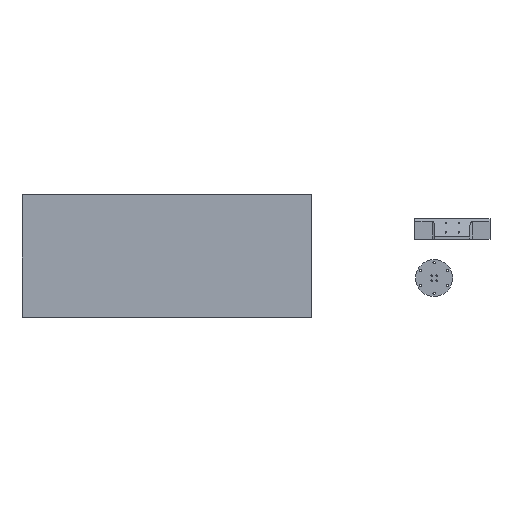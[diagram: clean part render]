
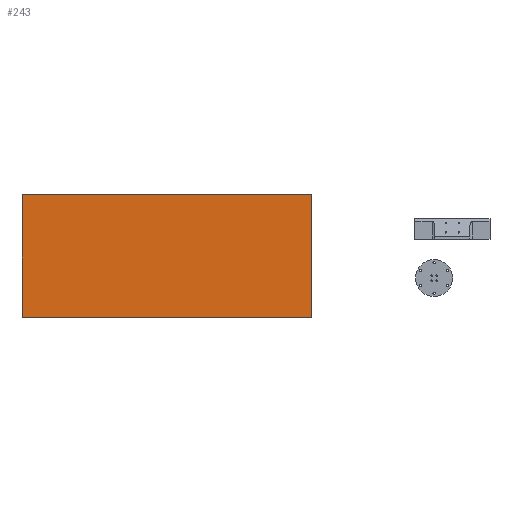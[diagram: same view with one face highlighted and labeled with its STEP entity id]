
A CAD part, top view. The second image highlights one B-rep face of the part: STEP entity #243.
In plain terms, the highlighted planar face has unit normal (0, 0, 1).
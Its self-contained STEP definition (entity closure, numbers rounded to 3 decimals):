
#82=CARTESIAN_POINT('',(-430.,-90.,187.1));
#83=VERTEX_POINT('',#82);
#90=CARTESIAN_POINT('',(-430.,190.,187.1));
#91=VERTEX_POINT('',#90);
#92=CARTESIAN_POINT('',(-430.,-90.,187.1));
#93=DIRECTION('',(0.,1.,0.));
#94=VECTOR('',#93,280.);
#95=LINE('',#92,#94);
#96=EDGE_CURVE('',#83,#91,#95,.T.);
#143=CARTESIAN_POINT('',(230.,-90.,187.1));
#144=VERTEX_POINT('',#143);
#151=CARTESIAN_POINT('',(230.,-90.,187.1));
#152=DIRECTION('',(-1.,0.,0.));
#153=VECTOR('',#152,660.);
#154=LINE('',#151,#153);
#155=EDGE_CURVE('',#144,#83,#154,.T.);
#167=CARTESIAN_POINT('',(230.,190.,187.1));
#168=VERTEX_POINT('',#167);
#175=CARTESIAN_POINT('',(230.,190.,187.1));
#176=DIRECTION('',(0.,-1.,0.));
#177=VECTOR('',#176,280.);
#178=LINE('',#175,#177);
#179=EDGE_CURVE('',#168,#144,#178,.T.);
#222=CARTESIAN_POINT('',(-430.,190.,187.1));
#223=DIRECTION('',(1.,0.,-0.));
#224=VECTOR('',#223,660.);
#225=LINE('',#222,#224);
#226=EDGE_CURVE('',#91,#168,#225,.T.);
#232=CARTESIAN_POINT('',(0.,0.,187.1));
#233=DIRECTION('',(0.,0.,1.));
#234=DIRECTION('',(1.,0.,0.));
#235=AXIS2_PLACEMENT_3D('',#232,#233,#234);
#236=PLANE('',#235);
#237=ORIENTED_EDGE('',*,*,#96,.F.);
#238=ORIENTED_EDGE('',*,*,#155,.F.);
#239=ORIENTED_EDGE('',*,*,#179,.F.);
#240=ORIENTED_EDGE('',*,*,#226,.F.);
#241=EDGE_LOOP('',(#237,#238,#239,#240));
#242=FACE_BOUND('',#241,.T.);
#243=ADVANCED_FACE('',(#242),#236,.T.);
